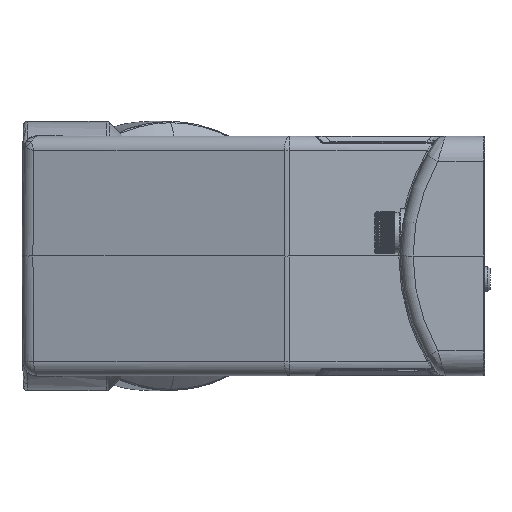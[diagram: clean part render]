
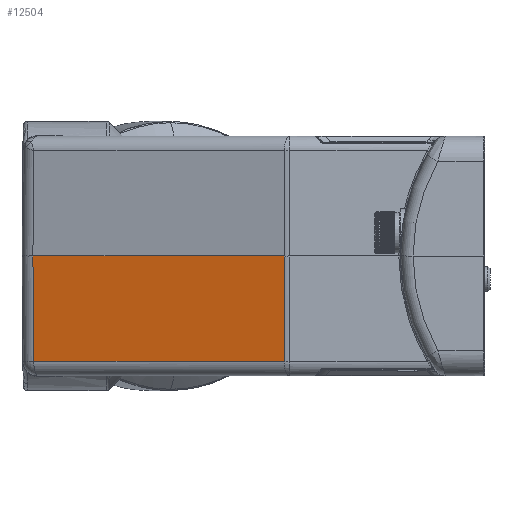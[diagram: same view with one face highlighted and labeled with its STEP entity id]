
A CAD part, left-side view. The second image highlights one B-rep face of the part: STEP entity #12504.
In plain terms, the highlighted planar face has unit normal (-0.966, 0.259, -0.009).
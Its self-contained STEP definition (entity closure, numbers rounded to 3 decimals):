
#484=DIRECTION('',(-0.009,0.001,1.));
#485=VECTOR('',#484,25.032);
#486=CARTESIAN_POINT('',(-58.611,47.607,-25.031));
#487=LINE('',#486,#485);
#488=DIRECTION('',(-0.007,0.009,1.));
#489=VECTOR('',#488,25.032);
#490=CARTESIAN_POINT('',(-42.647,107.188,-25.031));
#491=LINE('',#490,#489);
#492=DIRECTION('',(-0.259,-0.966,0.));
#493=VECTOR('',#492,61.682);
#494=CARTESIAN_POINT('',(-42.647,107.188,-25.031));
#495=LINE('',#494,#493);
#2801=DIRECTION('',(0.259,0.966,0.));
#2802=VECTOR('',#2801,61.879);
#2803=CARTESIAN_POINT('',(-58.83,47.636,
0.));
#2804=LINE('',#2803,#2802);
#10070=CARTESIAN_POINT('',(-58.611,47.607,
-25.031));
#10071=CARTESIAN_POINT('',(-58.83,47.636,
0.));
#10072=VERTEX_POINT('',#10070);
#10073=VERTEX_POINT('',#10071);
#10074=CARTESIAN_POINT('',(-42.647,107.188,
-25.031));
#10075=VERTEX_POINT('',#10074);
#10076=CARTESIAN_POINT('',(-42.814,107.406,
0.));
#10077=VERTEX_POINT('',#10076);
#12490=CARTESIAN_POINT('',(-59.,47.,0.));
#12491=DIRECTION('',(0.966,-0.259,0.009));
#12492=DIRECTION('',(0.259,0.966,0.));
#12493=AXIS2_PLACEMENT_3D('',#12490,#12491,#12492);
#12494=PLANE('',#12493);
#12495=ORIENTED_EDGE('',*,*,#12480,.F.);
#12497=ORIENTED_EDGE('',*,*,#12496,.F.);
#12499=ORIENTED_EDGE('',*,*,#12498,.T.);
#12501=ORIENTED_EDGE('',*,*,#12500,.F.);
#12502=EDGE_LOOP('',(#12495,#12497,#12499,#12501));
#12503=FACE_OUTER_BOUND('',#12502,.F.);
#12504=ADVANCED_FACE('',(#12503),#12494,.F.);
#12480=EDGE_CURVE('',#10072,#10073,#487,.T.);
#12496=EDGE_CURVE('',#10075,#10072,#495,.T.);
#12498=EDGE_CURVE('',#10075,#10077,#491,.T.);
#12500=EDGE_CURVE('',#10073,#10077,#2804,.T.);
